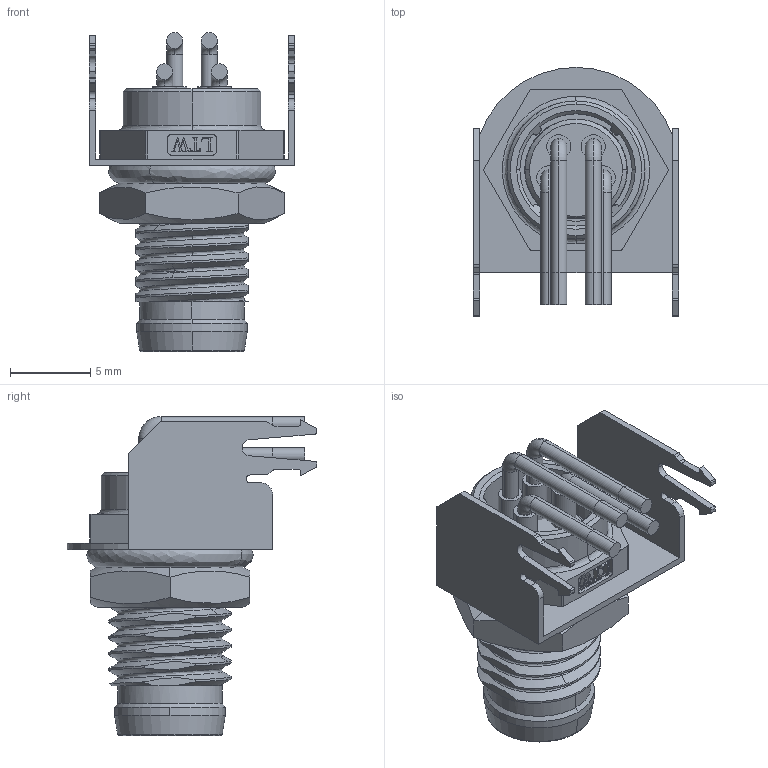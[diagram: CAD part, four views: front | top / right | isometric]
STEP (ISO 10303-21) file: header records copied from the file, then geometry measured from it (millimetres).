
FILE_DESCRIPTION (( 'STEP AP214' ), '1' );
FILE_NAME ('M8S-04PMMR-SF8001.STEP', '2019-10-05T18:02:08', ( '' ), ( '' ), 'SwSTEP 2.0', 'SolidWorks 2018', '' );
FILE_SCHEMA (( 'AUTOMOTIVE_DESIGN' ));
Length unit declared in the file: millimetre
Products named in the file (1): M8S-04PMMR-SF8001
Bounding box: 12.8 x 15.55 x 19.9 mm (x, y, z)
Volume: 863 mm3; surface area: 2507.9 mm2
Topology: 9 solids, 9 shells, 496 faces, 1309 edges, 854 vertices
Faces by surface type: cylinder 190, plane 186, bspline 76, cone 36, torus 8
Entity records: 24298 total; most frequent: CARTESIAN_POINT 7360, ORIENTED_EDGE 2602, DIRECTION 2247, EDGE_CURVE 1301, VERTEX_POINT 854, AXIS2_PLACEMENT_3D 808, VECTOR 631, LINE 631
